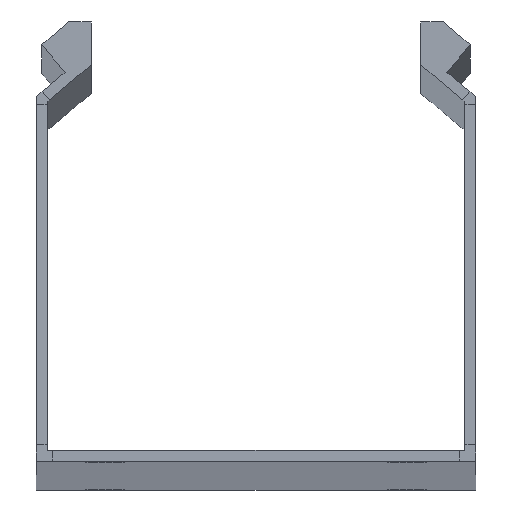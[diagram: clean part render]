
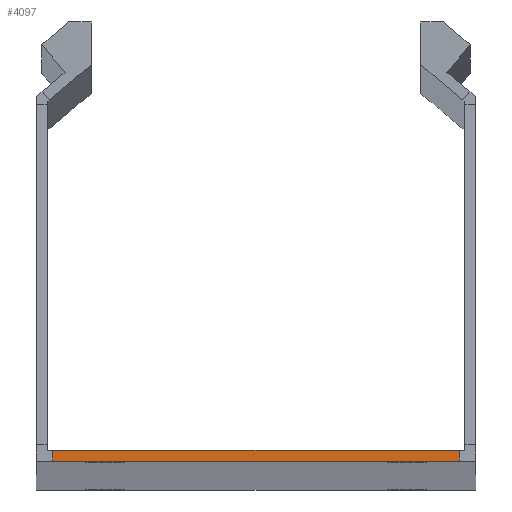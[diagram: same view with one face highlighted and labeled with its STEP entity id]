
A CAD part, top view. The second image highlights one B-rep face of the part: STEP entity #4097.
In plain terms, the highlighted planar face has unit normal (0, 0, 1).
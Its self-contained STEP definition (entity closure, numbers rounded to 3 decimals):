
#28 = VERTEX_POINT ( 'NONE', #1388 ) ;
#186 = VECTOR ( 'NONE', #2152, 1000. ) ;
#363 = EDGE_CURVE ( 'NONE', #1565, #4296, #5815, .T. ) ;
#407 = PLANE ( 'NONE',  #1455 ) ;
#530 = ORIENTED_EDGE ( 'NONE', *, *, #363, .T. ) ;
#534 = CARTESIAN_POINT ( 'NONE',  ( -37., 2., 1500. ) ) ;
#573 = CARTESIAN_POINT ( 'NONE',  ( 37., 2., 1500. ) ) ;
#701 = EDGE_LOOP ( 'NONE', ( #1817, #530, #1854, #2748 ) ) ;
#745 = CARTESIAN_POINT ( 'NONE',  ( 37., 0., 1500. ) ) ;
#897 = DIRECTION ( 'NONE',  ( 0., 0., 1. ) ) ;
#948 = VECTOR ( 'NONE', #3694, 1000. ) ;
#1388 = CARTESIAN_POINT ( 'NONE',  ( -37., 0., 1500. ) ) ;
#1455 = AXIS2_PLACEMENT_3D ( 'NONE', #5012, #897, #2837 ) ;
#1565 = VERTEX_POINT ( 'NONE', #1675 ) ;
#1675 = CARTESIAN_POINT ( 'NONE',  ( 37., 0., 1500. ) ) ;
#1817 = ORIENTED_EDGE ( 'NONE', *, *, #3533, .F. ) ;
#1854 = ORIENTED_EDGE ( 'NONE', *, *, #5685, .T. ) ;
#2113 = LINE ( 'NONE', #4217, #948 ) ;
#2152 = DIRECTION ( 'NONE',  ( 0., 1., 0. ) ) ;
#2643 = LINE ( 'NONE', #534, #2999 ) ;
#2748 = ORIENTED_EDGE ( 'NONE', *, *, #3675, .T. ) ;
#2837 = DIRECTION ( 'NONE',  ( 1., 0., 0. ) ) ;
#2999 = VECTOR ( 'NONE', #3741, 1000. ) ;
#3202 = DIRECTION ( 'NONE',  ( -1., 0., 0. ) ) ;
#3204 = FACE_OUTER_BOUND ( 'NONE', #701, .T. ) ;
#3533 = EDGE_CURVE ( 'NONE', #1565, #28, #4771, .T. ) ;
#3675 = EDGE_CURVE ( 'NONE', #4913, #28, #2643, .T. ) ;
#3694 = DIRECTION ( 'NONE',  ( -1., 0., 0. ) ) ;
#3741 = DIRECTION ( 'NONE',  ( 0., -1., 0. ) ) ;
#4097 = ADVANCED_FACE ( 'NONE', ( #3204 ), #407, .T. ) ;
#4217 = CARTESIAN_POINT ( 'NONE',  ( -40., 2., 1500. ) ) ;
#4296 = VERTEX_POINT ( 'NONE', #573 ) ;
#4489 = CARTESIAN_POINT ( 'NONE',  ( -37., 2., 1500. ) ) ;
#4579 = CARTESIAN_POINT ( 'NONE',  ( -40., 0., 1500. ) ) ;
#4771 = LINE ( 'NONE', #4579, #5415 ) ;
#4913 = VERTEX_POINT ( 'NONE', #4489 ) ;
#5012 = CARTESIAN_POINT ( 'NONE',  ( 38., 3., 1500. ) ) ;
#5415 = VECTOR ( 'NONE', #3202, 1000. ) ;
#5685 = EDGE_CURVE ( 'NONE', #4296, #4913, #2113, .T. ) ;
#5815 = LINE ( 'NONE', #745, #186 ) ;
